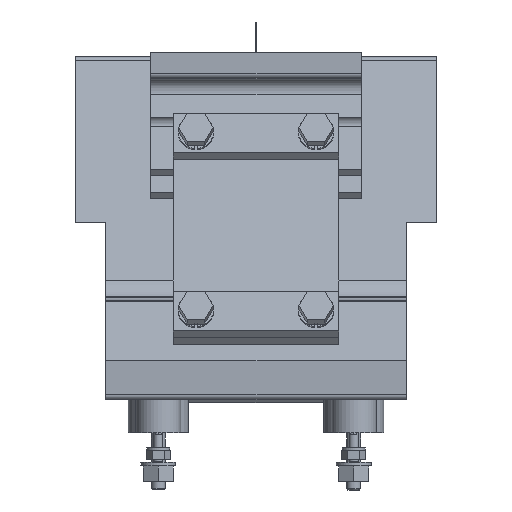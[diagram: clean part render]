
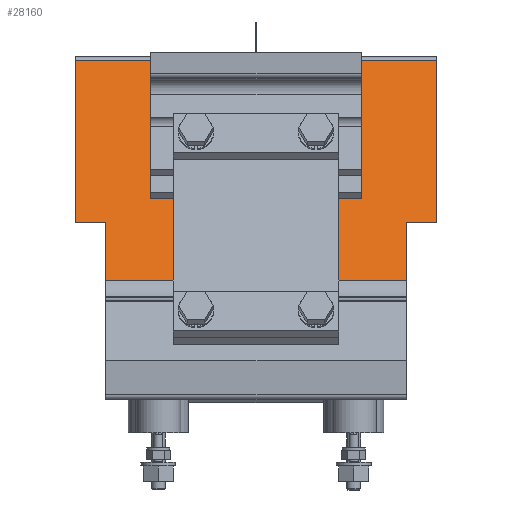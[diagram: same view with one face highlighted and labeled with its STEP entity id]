
A CAD part, left-side view. The second image highlights one B-rep face of the part: STEP entity #28160.
In plain terms, the highlighted planar face has unit normal (-0.94, 0, 0.342).
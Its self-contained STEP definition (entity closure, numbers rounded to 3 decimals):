
#14900=ORIENTED_EDGE('',*,*,#18657,.F.);
#14901=ORIENTED_EDGE('',*,*,#18638,.F.);
#14902=ORIENTED_EDGE('',*,*,#18658,.T.);
#14903=ORIENTED_EDGE('',*,*,#18659,.F.);
#14904=ORIENTED_EDGE('',*,*,#18660,.F.);
#14905=ORIENTED_EDGE('',*,*,#18661,.F.);
#14906=ORIENTED_EDGE('',*,*,#18662,.F.);
#14907=ORIENTED_EDGE('',*,*,#18663,.F.);
#15878=VECTOR('',#23096,1.);
#15890=VECTOR('',#23124,1.);
#15891=VECTOR('',#23125,1.);
#15892=VECTOR('',#23126,1.);
#15893=VECTOR('',#23127,1.);
#15894=VECTOR('',#23128,1.);
#15895=VECTOR('',#23129,1.);
#15896=VECTOR('',#23130,1.);
#16720=LINE('',#25852,#15878);
#16732=LINE('',#25889,#15890);
#16733=LINE('',#25891,#15891);
#16734=LINE('',#25893,#15892);
#16735=LINE('',#25895,#15893);
#16736=LINE('',#25897,#15894);
#16737=LINE('',#25899,#15895);
#16738=LINE('',#25900,#15896);
#17550=VERTEX_POINT('',#25850);
#17551=VERTEX_POINT('',#25851);
#17568=VERTEX_POINT('',#25888);
#17569=VERTEX_POINT('',#25890);
#17570=VERTEX_POINT('',#25892);
#17571=VERTEX_POINT('',#25894);
#17572=VERTEX_POINT('',#25896);
#17573=VERTEX_POINT('',#25898);
#18638=EDGE_CURVE('',#17550,#17551,#16720,.T.);
#18657=EDGE_CURVE('',#17551,#17568,#16732,.T.);
#18658=EDGE_CURVE('',#17550,#17569,#16733,.T.);
#18659=EDGE_CURVE('',#17570,#17569,#16734,.T.);
#18660=EDGE_CURVE('',#17571,#17570,#16735,.T.);
#18661=EDGE_CURVE('',#17572,#17571,#16736,.T.);
#18662=EDGE_CURVE('',#17573,#17572,#16737,.T.);
#18663=EDGE_CURVE('',#17568,#17573,#16738,.T.);
#19491=EDGE_LOOP('',(#14900,#14901,#14902,#14903,#14904,#14905,#14906,#14907));
#20280=FACE_BOUND('',#19491,.T.);
#23096=DIRECTION('',(7.068,0.,19.418));
#23122=DIRECTION('',(-0.94,0.,0.342));
#23123=DIRECTION('',(0.,0.94,0.));
#23124=DIRECTION('',(0.,10.,0.));
#23125=DIRECTION('',(0.,-100.,0.));
#23126=DIRECTION('',(-7.068,0.,-19.418));
#23127=DIRECTION('',(0.,10.,0.));
#23128=DIRECTION('',(-19.636,0.,-53.949));
#23129=DIRECTION('',(0.,-120.,0.));
#23130=DIRECTION('',(19.636,0.,53.949));
#25850=CARTESIAN_POINT('',(275.159,-254.044,419.933));
#25851=CARTESIAN_POINT('',(282.226,-254.044,439.351));
#25852=CARTESIAN_POINT('',(275.159,-254.044,419.933));
#25887=CARTESIAN_POINT('',(282.226,-244.044,439.351));
#25888=CARTESIAN_POINT('',(282.226,-244.044,439.351));
#25889=CARTESIAN_POINT('',(282.226,-254.044,439.351));
#25890=CARTESIAN_POINT('',(275.159,-354.044,419.933));
#25891=CARTESIAN_POINT('',(275.159,-254.044,419.933));
#25892=CARTESIAN_POINT('',(282.226,-354.044,439.351));
#25893=CARTESIAN_POINT('',(282.226,-354.044,439.351));
#25894=CARTESIAN_POINT('',(282.226,-364.044,439.351));
#25895=CARTESIAN_POINT('',(282.226,-364.044,439.351));
#25896=CARTESIAN_POINT('',(301.862,-364.044,493.3));
#25897=CARTESIAN_POINT('',(301.862,-364.044,493.3));
#25898=CARTESIAN_POINT('',(301.862,-244.044,493.3));
#25899=CARTESIAN_POINT('',(301.862,-244.044,493.3));
#25900=CARTESIAN_POINT('',(282.226,-244.044,439.351));
#27123=AXIS2_PLACEMENT_3D('',#25887,#23122,#23123);
#27584=PLANE('',#27123);
#28160=ADVANCED_FACE('',(#20280),#27584,.T.);
